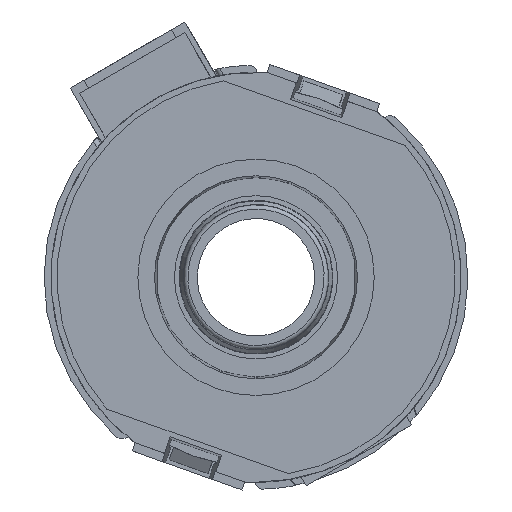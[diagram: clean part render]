
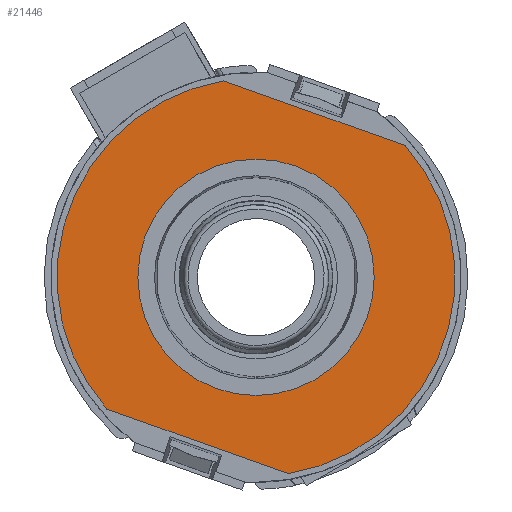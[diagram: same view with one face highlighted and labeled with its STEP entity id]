
A CAD part, front view. The second image highlights one B-rep face of the part: STEP entity #21446.
In plain terms, the highlighted planar face has unit normal (0, -1, 0).
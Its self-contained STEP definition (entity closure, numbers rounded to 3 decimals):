
#2003=LINE($,#43929,#3801);
#2005=LINE($,#43935,#3803);
#3801=VECTOR($,#29167,9.837);
#3803=VECTOR($,#29175,9.837);
#4744=FACE_BOUND($,#7335,.T.);
#5945=FACE_OUTER_BOUND($,#7334,.T.);
#7334=EDGE_LOOP($,(#19428,#19429,#19430,#19431));
#7335=EDGE_LOOP($,(#19432));
#8173=CIRCLE($,#23428,10.16);
#8174=CIRCLE($,#23431,10.16);
#8177=CIRCLE($,#23445,6.033);
#10193=VERTEX_POINT($,#43921);
#10194=VERTEX_POINT($,#43923);
#10195=VERTEX_POINT($,#43927);
#10196=VERTEX_POINT($,#43931);
#10199=VERTEX_POINT($,#43954);
#13249=EDGE_CURVE($,#10193,#10194,#8173,.T.);
#13252=EDGE_CURVE($,#10195,#10193,#2003,.T.);
#13254=EDGE_CURVE($,#10196,#10195,#8174,.T.);
#13255=EDGE_CURVE($,#10194,#10196,#2005,.T.);
#13262=EDGE_CURVE($,#10199,#10199,#8177,.T.);
#19428=ORIENTED_EDGE($,*,*,#13249,.F.);
#19429=ORIENTED_EDGE($,*,*,#13252,.F.);
#19430=ORIENTED_EDGE($,*,*,#13254,.F.);
#19431=ORIENTED_EDGE($,*,*,#13255,.F.);
#19432=ORIENTED_EDGE($,*,*,#13262,.F.);
#20157=PLANE($,#23450);
#21446=ADVANCED_FACE($,(#5945,#4744),#20157,.T.);
#23428=AXIS2_PLACEMENT_3D($,#43924,#29161,#29162);
#23431=AXIS2_PLACEMENT_3D($,#43933,#29171,#29172);
#23445=AXIS2_PLACEMENT_3D($,#43955,#29204,#29205);
#23450=AXIS2_PLACEMENT_3D($,#44392,#29230,#29231);
#29161=DIRECTION('center_axis',(0.,1.,0.));
#29162=DIRECTION('ref_axis',(0.75,0.,0.662));
#29167=DIRECTION($,(0.942,0.,-0.335));
#29171=DIRECTION('center_axis',(0.,1.,0.));
#29172=DIRECTION('ref_axis',(-0.75,0.,-0.662));
#29175=DIRECTION($,(-0.942,0.,0.335));
#29204=DIRECTION('center_axis',(0.,-1.,0.));
#29205=DIRECTION('ref_axis',(0.,0.,1.));
#29230=DIRECTION('center_axis',(0.,-1.,0.));
#29231=DIRECTION('ref_axis',(0.,0.,-1.));
#43921=CARTESIAN_POINT('',(7.616,-0.127,6.725));
#43923=CARTESIAN_POINT('',(1.652,-0.127,-10.025));
#43924=CARTESIAN_POINT('Origin',(0.,-0.127,0.));
#43927=CARTESIAN_POINT('',(-1.652,-0.127,10.025));
#43929=CARTESIAN_POINT($,(-1.652,-0.127,10.025));
#43931=CARTESIAN_POINT('',(-7.616,-0.127,-6.725));
#43933=CARTESIAN_POINT('Origin',(0.,-0.127,0.));
#43935=CARTESIAN_POINT($,(1.652,-0.127,-10.025));
#43954=CARTESIAN_POINT('',(0.,-0.127,-6.033));
#43955=CARTESIAN_POINT('Origin',(0.,-0.127,0.));
#44392=CARTESIAN_POINT('Origin',(0.,-0.127,0.));
